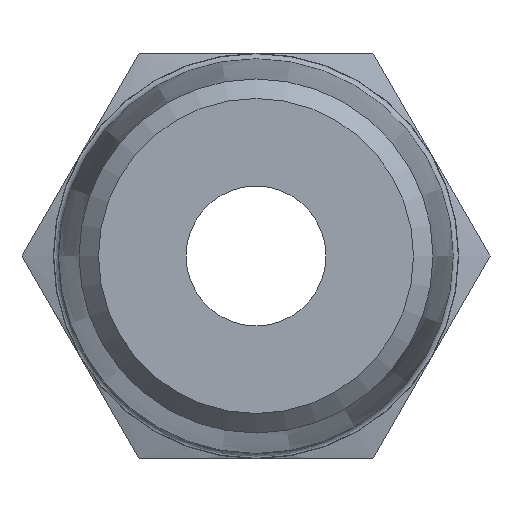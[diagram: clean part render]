
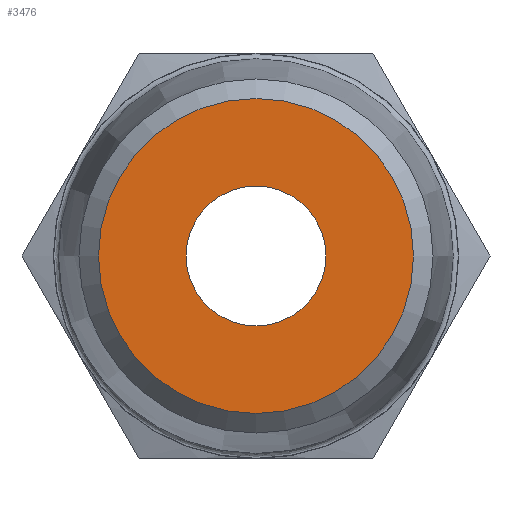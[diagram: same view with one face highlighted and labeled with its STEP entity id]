
A CAD part, left-side view. The second image highlights one B-rep face of the part: STEP entity #3476.
In plain terms, the highlighted planar face has unit normal (-1, 0, 0).
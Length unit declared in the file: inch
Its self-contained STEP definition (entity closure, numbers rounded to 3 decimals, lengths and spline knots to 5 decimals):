
#3146=CARTESIAN_POINT('',(-0.75,-0.151,0.0));
#3147=VERTEX_POINT('',#3146);
#3148=CARTESIAN_POINT('',(-0.75,0.0,0.0));
#3149=DIRECTION('',(1.0,0.0,0.0));
#3150=DIRECTION('',(0.0,-1.0,0.0));
#3151=AXIS2_PLACEMENT_3D('',#3148,#3149,#3150);
#3152=CIRCLE('',#3151,0.151);
#3153=EDGE_CURVE('',#3147,#3147,#3152,.T.);
#3457=CARTESIAN_POINT('',(-0.75,0.17,0.0));
#3458=DIRECTION('',(-1.0,0.0,0.0));
#3459=DIRECTION('',(0.0,0.0,1.0));
#3460=AXIS2_PLACEMENT_3D('',#3457,#3458,#3459);
#3461=PLANE('',#3460);
#3462=CARTESIAN_POINT('',(-0.75,0.34,0.0));
#3463=VERTEX_POINT('',#3462);
#3464=CARTESIAN_POINT('',(-0.75,0.0,0.0));
#3465=DIRECTION('',(1.0,0.0,0.0));
#3466=DIRECTION('',(0.0,1.0,0.0));
#3467=AXIS2_PLACEMENT_3D('',#3464,#3465,#3466);
#3468=CIRCLE('',#3467,0.34);
#3469=EDGE_CURVE('',#3463,#3463,#3468,.T.);
#3470=ORIENTED_EDGE('',*,*,#3469,.F.);
#3471=EDGE_LOOP('',(#3470));
#3472=FACE_OUTER_BOUND('',#3471,.T.);
#3473=ORIENTED_EDGE('',*,*,#3153,.T.);
#3474=EDGE_LOOP('',(#3473));
#3475=FACE_BOUND('',#3474,.T.);
#3476=ADVANCED_FACE('',(#3472,#3475),#3461,.T.);
